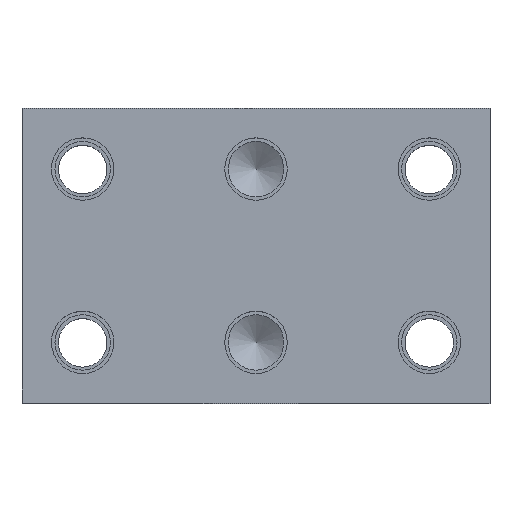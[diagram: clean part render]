
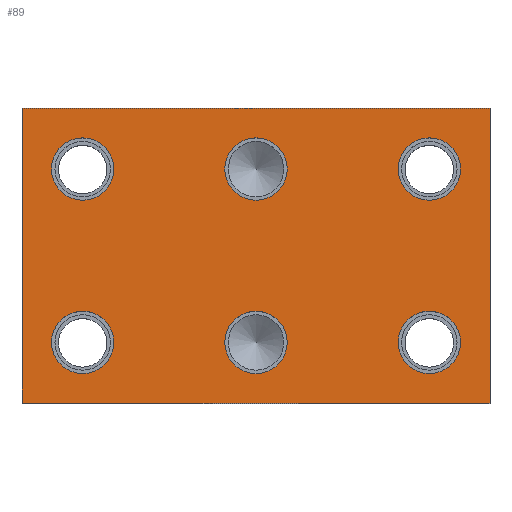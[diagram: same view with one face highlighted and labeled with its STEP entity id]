
A CAD part, top view. The second image highlights one B-rep face of the part: STEP entity #89.
In plain terms, the highlighted planar face has unit normal (0, 0, 1).
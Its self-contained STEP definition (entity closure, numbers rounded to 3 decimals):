
#89 = ADVANCED_FACE( '', ( #198, #199, #200, #201, #202, #203, #204 ), #205, .T. );
#198 = FACE_BOUND( '', #412, .T. );
#199 = FACE_BOUND( '', #413, .T. );
#200 = FACE_BOUND( '', #414, .T. );
#201 = FACE_BOUND( '', #415, .T. );
#202 = FACE_BOUND( '', #416, .T. );
#203 = FACE_BOUND( '', #417, .T. );
#204 = FACE_OUTER_BOUND( '', #418, .T. );
#205 = PLANE( '', #419 );
#412 = EDGE_LOOP( '', ( #772 ) );
#413 = EDGE_LOOP( '', ( #773 ) );
#414 = EDGE_LOOP( '', ( #774 ) );
#415 = EDGE_LOOP( '', ( #775 ) );
#416 = EDGE_LOOP( '', ( #776 ) );
#417 = EDGE_LOOP( '', ( #777 ) );
#418 = EDGE_LOOP( '', ( #778, #779, #780, #781 ) );
#419 = AXIS2_PLACEMENT_3D( '', #782, #783, #784 );
#772 = ORIENTED_EDGE( '', *, *, #1253, .T. );
#773 = ORIENTED_EDGE( '', *, *, #1290, .T. );
#774 = ORIENTED_EDGE( '', *, *, #1291, .T. );
#775 = ORIENTED_EDGE( '', *, *, #1292, .T. );
#776 = ORIENTED_EDGE( '', *, *, #1293, .T. );
#777 = ORIENTED_EDGE( '', *, *, #1294, .T. );
#778 = ORIENTED_EDGE( '', *, *, #1295, .T. );
#779 = ORIENTED_EDGE( '', *, *, #1296, .T. );
#780 = ORIENTED_EDGE( '', *, *, #1297, .T. );
#781 = ORIENTED_EDGE( '', *, *, #1298, .T. );
#782 = CARTESIAN_POINT( '', ( -12.5, -42.5, 100. ) );
#783 = DIRECTION( '', ( 0., 0., 1. ) );
#784 = DIRECTION( '', ( 1., 0., 0. ) );
#1253 = EDGE_CURVE( '', #1432, #1432, #1433, .T. );
#1290 = EDGE_CURVE( '', #1505, #1505, #1506, .T. );
#1291 = EDGE_CURVE( '', #1507, #1507, #1508, .T. );
#1292 = EDGE_CURVE( '', #1509, #1509, #1510, .T. );
#1293 = EDGE_CURVE( '', #1511, #1511, #1512, .T. );
#1294 = EDGE_CURVE( '', #1513, #1513, #1514, .T. );
#1295 = EDGE_CURVE( '', #1515, #1516, #1517, .T. );
#1296 = EDGE_CURVE( '', #1516, #1518, #1519, .T. );
#1297 = EDGE_CURVE( '', #1518, #1520, #1521, .T. );
#1298 = EDGE_CURVE( '', #1520, #1515, #1522, .T. );
#1432 = VERTEX_POINT( '', #1718 );
#1433 = CIRCLE( '', #1719, 9. );
#1505 = VERTEX_POINT( '', #1818 );
#1506 = CIRCLE( '', #1819, 9. );
#1507 = VERTEX_POINT( '', #1820 );
#1508 = CIRCLE( '', #1821, 9. );
#1509 = VERTEX_POINT( '', #1822 );
#1510 = CIRCLE( '', #1823, 9. );
#1511 = VERTEX_POINT( '', #1824 );
#1512 = CIRCLE( '', #1825, 9. );
#1513 = VERTEX_POINT( '', #1826 );
#1514 = CIRCLE( '', #1827, 9. );
#1515 = VERTEX_POINT( '', #1828 );
#1516 = VERTEX_POINT( '', #1829 );
#1517 = LINE( '', #1830, #1831 );
#1518 = VERTEX_POINT( '', #1832 );
#1519 = LINE( '', #1833, #1834 );
#1520 = VERTEX_POINT( '', #1835 );
#1521 = LINE( '', #1836, #1837 );
#1522 = LINE( '', #1838, #1839 );
#1718 = CARTESIAN_POINT( '', ( 0., -34., 100. ) );
#1719 = AXIS2_PLACEMENT_3D( '', #2074, #2075, #2076 );
#1818 = CARTESIAN_POINT( '', ( 0., 16., 100. ) );
#1819 = AXIS2_PLACEMENT_3D( '', #2131, #2132, #2133 );
#1820 = CARTESIAN_POINT( '', ( -50., 16., 100. ) );
#1821 = AXIS2_PLACEMENT_3D( '', #2134, #2135, #2136 );
#1822 = CARTESIAN_POINT( '', ( -50., -34., 100. ) );
#1823 = AXIS2_PLACEMENT_3D( '', #2137, #2138, #2139 );
#1824 = CARTESIAN_POINT( '', ( 50., -34., 100. ) );
#1825 = AXIS2_PLACEMENT_3D( '', #2140, #2141, #2142 );
#1826 = CARTESIAN_POINT( '', ( 50., 16., 100. ) );
#1827 = AXIS2_PLACEMENT_3D( '', #2143, #2144, #2145 );
#1828 = CARTESIAN_POINT( '', ( -67.5, 42.5, 100. ) );
#1829 = CARTESIAN_POINT( '', ( -67.5, -42.5, 100. ) );
#1830 = CARTESIAN_POINT( '', ( -67.5, 8., 100. ) );
#1831 = VECTOR( '', #2146, 1000. );
#1832 = CARTESIAN_POINT( '', ( 67.5, -42.5, 100. ) );
#1833 = CARTESIAN_POINT( '', ( -12.5, -42.5, 100. ) );
#1834 = VECTOR( '', #2147, 1000. );
#1835 = CARTESIAN_POINT( '', ( 67.5, 42.5, 100. ) );
#1836 = CARTESIAN_POINT( '', ( 67.5, -8., 100. ) );
#1837 = VECTOR( '', #2148, 1000. );
#1838 = CARTESIAN_POINT( '', ( 12.5, 42.5, 100. ) );
#1839 = VECTOR( '', #2149, 1000. );
#2074 = CARTESIAN_POINT( '', ( 0., -25., 100. ) );
#2075 = DIRECTION( '', ( 0., 0., -1. ) );
#2076 = DIRECTION( '', ( 0., -1., 0. ) );
#2131 = CARTESIAN_POINT( '', ( 0., 25., 100. ) );
#2132 = DIRECTION( '', ( 0., 0., -1. ) );
#2133 = DIRECTION( '', ( 0., -1., 0. ) );
#2134 = CARTESIAN_POINT( '', ( -50., 25., 100. ) );
#2135 = DIRECTION( '', ( 0., 0., -1. ) );
#2136 = DIRECTION( '', ( 0., -1., 0. ) );
#2137 = CARTESIAN_POINT( '', ( -50., -25., 100. ) );
#2138 = DIRECTION( '', ( 0., 0., -1. ) );
#2139 = DIRECTION( '', ( 0., -1., 0. ) );
#2140 = CARTESIAN_POINT( '', ( 50., -25., 100. ) );
#2141 = DIRECTION( '', ( 0., 0., -1. ) );
#2142 = DIRECTION( '', ( 0., -1., 0. ) );
#2143 = CARTESIAN_POINT( '', ( 50., 25., 100. ) );
#2144 = DIRECTION( '', ( 0., 0., -1. ) );
#2145 = DIRECTION( '', ( 0., -1., 0. ) );
#2146 = DIRECTION( '', ( 0., -1., 0. ) );
#2147 = DIRECTION( '', ( 1., 0., 0. ) );
#2148 = DIRECTION( '', ( 0., 1., 0. ) );
#2149 = DIRECTION( '', ( -1., 0., 0. ) );
